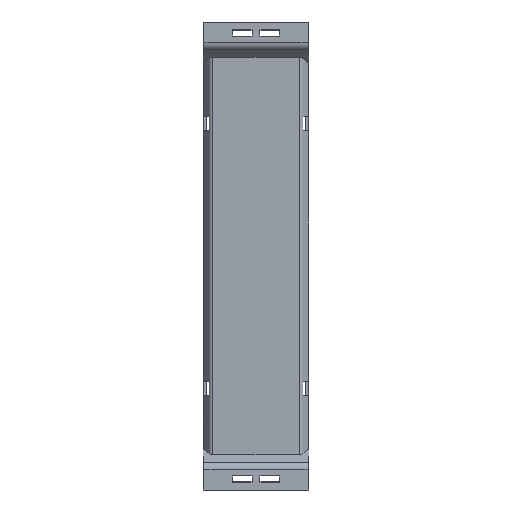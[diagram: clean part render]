
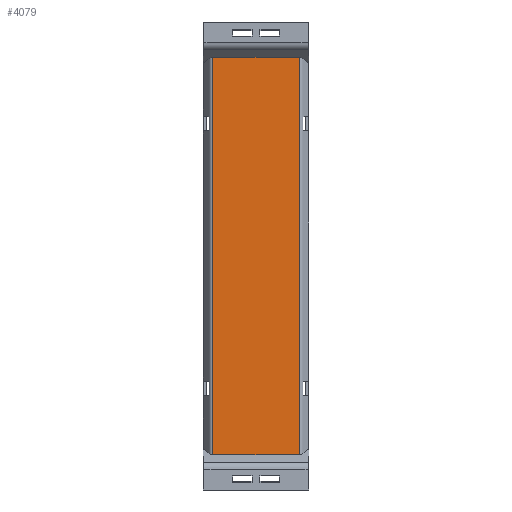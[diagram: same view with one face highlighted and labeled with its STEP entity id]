
A CAD part, top view. The second image highlights one B-rep face of the part: STEP entity #4079.
In plain terms, the highlighted planar face has unit normal (0, 0, 1).
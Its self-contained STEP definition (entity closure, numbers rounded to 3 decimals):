
#4066=AXIS2_PLACEMENT_3D('Plane Axis2P3D',#4063,#4064,#4065) ;
#1518=CARTESIAN_POINT('Vertex',(20.439,7.554,11.5)) ;
#1521=CARTESIAN_POINT('Line Origine',(11.25,7.554,11.5)) ;
#1525=CARTESIAN_POINT('Vertex',(2.061,7.554,11.5)) ;
#2336=CARTESIAN_POINT('Vertex',(2.061,92.446,11.5)) ;
#2339=CARTESIAN_POINT('Line Origine',(11.25,92.446,11.5)) ;
#2343=CARTESIAN_POINT('Vertex',(20.439,92.446,11.5)) ;
#4042=CARTESIAN_POINT('Line Origine',(20.439,50.,11.5)) ;
#4063=CARTESIAN_POINT('Axis2P3D Location',(11.25,7.554,11.5)) ;
#4068=CARTESIAN_POINT('Line Origine',(2.061,50.,11.5)) ;
#1522=DIRECTION('Vector Direction',(1.,0.,0.)) ;
#2340=DIRECTION('Vector Direction',(1.,0.,0.)) ;
#4043=DIRECTION('Vector Direction',(0.,-1.,0.)) ;
#4064=DIRECTION('Axis2P3D Direction',(0.,0.,-1.)) ;
#4065=DIRECTION('Axis2P3D XDirection',(0.,1.,0.)) ;
#4069=DIRECTION('Vector Direction',(0.,-1.,0.)) ;
#1523=VECTOR('Line Direction',#1522,1.) ;
#2341=VECTOR('Line Direction',#2340,1.) ;
#4044=VECTOR('Line Direction',#4043,1.) ;
#4070=VECTOR('Line Direction',#4069,1.) ;
#4074=ORIENTED_EDGE('',*,*,#4046,.F.) ;
#4075=ORIENTED_EDGE('',*,*,#2345,.F.) ;
#4076=ORIENTED_EDGE('',*,*,#4072,.F.) ;
#4077=ORIENTED_EDGE('',*,*,#1527,.T.) ;
#4079=ADVANCED_FACE('FRONT',(#4078),#4067,.F.) ;
#1527=EDGE_CURVE('',#1526,#1519,#1524,.T.) ;
#2345=EDGE_CURVE('',#2337,#2344,#2342,.T.) ;
#4046=EDGE_CURVE('',#2344,#1519,#4045,.T.) ;
#4072=EDGE_CURVE('',#1526,#2337,#4071,.F.) ;
#4073=EDGE_LOOP('',(#4074,#4075,#4076,#4077)) ;
#4078=FACE_OUTER_BOUND('',#4073,.T.) ;
#1524=LINE('Line',#1521,#1523) ;
#2342=LINE('Line',#2339,#2341) ;
#4045=LINE('Line',#4042,#4044) ;
#4071=LINE('Line',#4068,#4070) ;
#4067=PLANE('',#4066) ;
#1519=VERTEX_POINT('',#1518) ;
#1526=VERTEX_POINT('',#1525) ;
#2337=VERTEX_POINT('',#2336) ;
#2344=VERTEX_POINT('',#2343) ;
